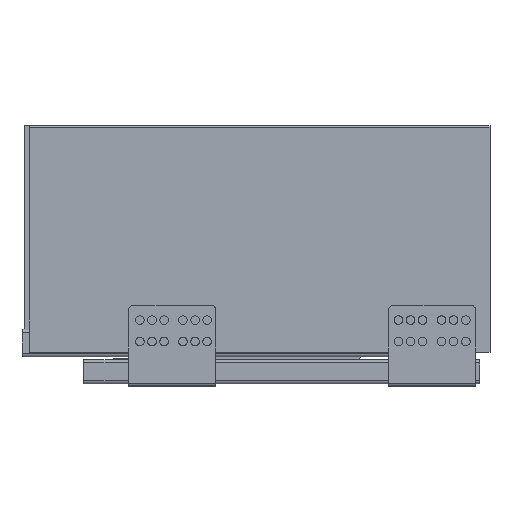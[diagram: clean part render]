
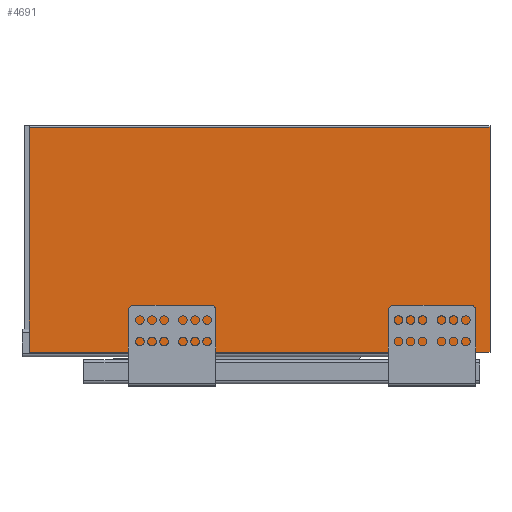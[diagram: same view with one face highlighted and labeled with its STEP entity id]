
A CAD part, top view. The second image highlights one B-rep face of the part: STEP entity #4691.
In plain terms, the highlighted planar face has unit normal (0, 0, 1).
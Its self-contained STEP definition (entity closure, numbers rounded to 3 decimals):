
#318 = PLANE ( 'NONE',  #2996 ) ;
#476 = CARTESIAN_POINT ( 'NONE',  ( -342., 167., 28. ) ) ;
#730 = VECTOR ( 'NONE', #738, 1000. ) ;
#738 = DIRECTION ( 'NONE',  ( 1., 0., 0. ) ) ;
#1146 = CARTESIAN_POINT ( 'NONE',  ( -342., 167., 28. ) ) ;
#1218 = VERTEX_POINT ( 'NONE', #7800 ) ;
#1827 = DIRECTION ( 'NONE',  ( 0., 0., 1. ) ) ;
#1970 = EDGE_LOOP ( 'NONE', ( #8265, #3464, #8576, #4232 ) ) ;
#2039 = CARTESIAN_POINT ( 'NONE',  ( 0., 0., 28. ) ) ;
#2173 = VERTEX_POINT ( 'NONE', #2394 ) ;
#2394 = CARTESIAN_POINT ( 'NONE',  ( 0., 167., 28. ) ) ;
#2613 = CARTESIAN_POINT ( 'NONE',  ( -342., 0., 28. ) ) ;
#2673 = LINE ( 'NONE', #2039, #7553 ) ;
#2996 = AXIS2_PLACEMENT_3D ( 'NONE', #2613, #1827, #7717 ) ;
#3148 = EDGE_CURVE ( 'NONE', #4392, #2173, #3930, .T. ) ;
#3276 = VECTOR ( 'NONE', #3493, 1000. ) ;
#3464 = ORIENTED_EDGE ( 'NONE', *, *, #3148, .F. ) ;
#3493 = DIRECTION ( 'NONE',  ( 1., 0., 0. ) ) ;
#3850 = LINE ( 'NONE', #6002, #6118 ) ;
#3930 = LINE ( 'NONE', #1146, #3276 ) ;
#4232 = ORIENTED_EDGE ( 'NONE', *, *, #8436, .T. ) ;
#4392 = VERTEX_POINT ( 'NONE', #476 ) ;
#4691 = ADVANCED_FACE ( 'NONE', ( #5393 ), #318, .T. ) ;
#4888 = CARTESIAN_POINT ( 'NONE',  ( -342., 0., 28. ) ) ;
#5267 = LINE ( 'NONE', #9004, #730 ) ;
#5393 = FACE_OUTER_BOUND ( 'NONE', #1970, .T. ) ;
#5836 = EDGE_CURVE ( 'NONE', #8127, #4392, #3850, .T. ) ;
#6002 = CARTESIAN_POINT ( 'NONE',  ( -342., 0., 28. ) ) ;
#6118 = VECTOR ( 'NONE', #9001, 1000. ) ;
#6321 = EDGE_CURVE ( 'NONE', #1218, #2173, #2673, .T. ) ;
#7553 = VECTOR ( 'NONE', #9481, 1000. ) ;
#7717 = DIRECTION ( 'NONE',  ( -1., 0., 0. ) ) ;
#7800 = CARTESIAN_POINT ( 'NONE',  ( 0., 0., 28. ) ) ;
#8127 = VERTEX_POINT ( 'NONE', #4888 ) ;
#8265 = ORIENTED_EDGE ( 'NONE', *, *, #6321, .T. ) ;
#8436 = EDGE_CURVE ( 'NONE', #8127, #1218, #5267, .T. ) ;
#8576 = ORIENTED_EDGE ( 'NONE', *, *, #5836, .F. ) ;
#9001 = DIRECTION ( 'NONE',  ( 0., 1., 0. ) ) ;
#9004 = CARTESIAN_POINT ( 'NONE',  ( -342., 0., 28. ) ) ;
#9481 = DIRECTION ( 'NONE',  ( 0., 1., 0. ) ) ;
